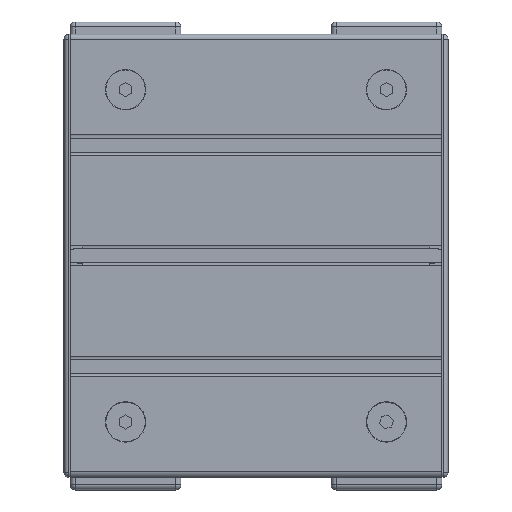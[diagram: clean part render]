
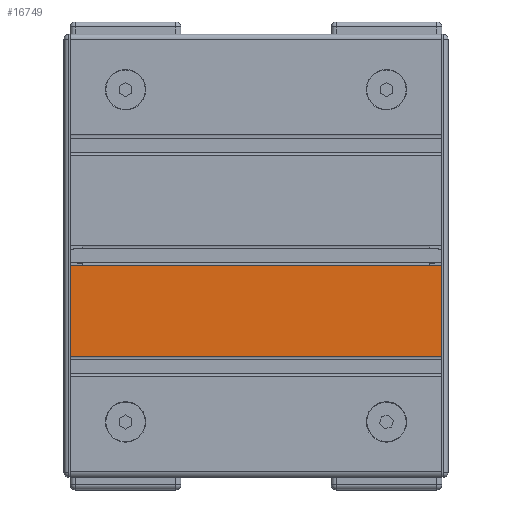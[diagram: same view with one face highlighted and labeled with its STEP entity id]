
A CAD part, top view. The second image highlights one B-rep face of the part: STEP entity #16749.
In plain terms, the highlighted face is planar.
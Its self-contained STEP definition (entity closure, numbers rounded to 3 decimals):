
#1526=LINE($,#28976,#2857);
#1632=LINE($,#29217,#2963);
#1635=LINE($,#29224,#2966);
#1636=LINE($,#29225,#2967);
#2857=VECTOR($,#22597,36.8);
#2963=VECTOR($,#22847,151.);
#2966=VECTOR($,#22856,36.8);
#2967=VECTOR($,#22857,151.);
#3780=PLANE($,#18505);
#5176=FACE_OUTER_BOUND($,#6276,.T.);
#6276=EDGE_LOOP($,(#14538,#14539,#14540,#14541));
#8335=VERTEX_POINT($,#28973);
#8336=VERTEX_POINT($,#28975);
#8399=VERTEX_POINT($,#29215);
#8400=VERTEX_POINT($,#29223);
#10407=EDGE_CURVE($,#8335,#8336,#1526,.T.);
#10528=EDGE_CURVE($,#8335,#8399,#1632,.T.);
#10531=EDGE_CURVE($,#8399,#8400,#1635,.T.);
#10532=EDGE_CURVE($,#8400,#8336,#1636,.T.);
#14538=ORIENTED_EDGE($,*,*,#10528,.T.);
#14539=ORIENTED_EDGE($,*,*,#10531,.T.);
#14540=ORIENTED_EDGE($,*,*,#10532,.T.);
#14541=ORIENTED_EDGE($,*,*,#10407,.F.);
#16749=ADVANCED_FACE($,(#5176),#3780,.T.);
#18505=AXIS2_PLACEMENT_3D($,#29222,#22854,#22855);
#22597=DIRECTION($,(-1.,0.,0.));
#22847=DIRECTION($,(0.,0.,1.));
#22854=DIRECTION('center_axis',(0.,-1.,0.));
#22855=DIRECTION('ref_axis',(0.,0.,-1.));
#22856=DIRECTION($,(-1.,0.,0.));
#22857=DIRECTION($,(0.,0.,-1.));
#28973=CARTESIAN_POINT('',(-4.1,-9.25,0.));
#28975=CARTESIAN_POINT('',(-40.9,-9.25,0.));
#28976=CARTESIAN_POINT($,(-24.55,-9.25,0.));
#29215=CARTESIAN_POINT('',(-4.1,-9.25,151.));
#29217=CARTESIAN_POINT($,(-4.1,-9.25,0.));
#29222=CARTESIAN_POINT('Origin',(-49.1,-9.25,0.));
#29223=CARTESIAN_POINT('',(-40.9,-9.25,151.));
#29224=CARTESIAN_POINT($,(-24.55,-9.25,151.));
#29225=CARTESIAN_POINT($,(-40.9,-9.25,0.));
